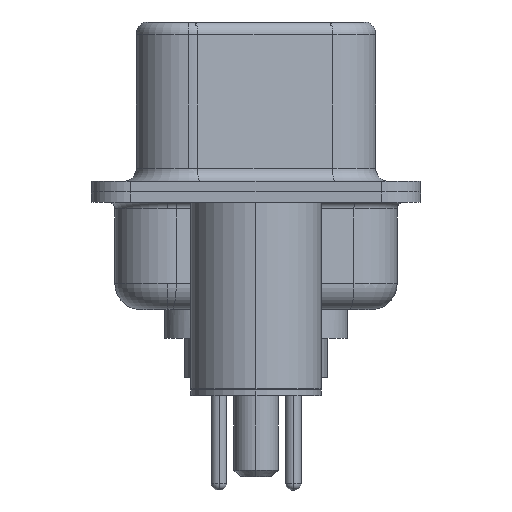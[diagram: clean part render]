
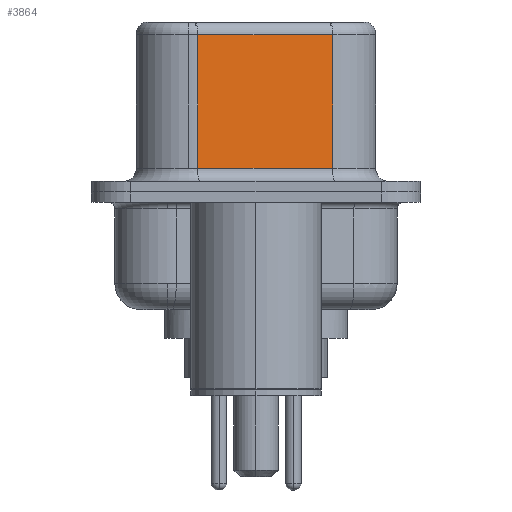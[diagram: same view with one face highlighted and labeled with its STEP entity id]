
A CAD part, left-side view. The second image highlights one B-rep face of the part: STEP entity #3864.
In plain terms, the highlighted planar face has unit normal (-0.985, -0.174, 0).
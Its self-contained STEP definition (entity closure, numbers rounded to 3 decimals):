
#336 = FACE_OUTER_BOUND ( 'NONE', #2349, .T. ) ;
#668 = EDGE_CURVE ( 'NONE', #17192, #7700, #15171, .T. ) ;
#2105 = VECTOR ( 'NONE', #17629, 1000. ) ;
#2349 = EDGE_LOOP ( 'NONE', ( #5064, #10065, #19275, #6127 ) ) ;
#3864 = ADVANCED_FACE ( 'NONE', ( #336 ), #18004, .F. ) ;
#4353 = LINE ( 'NONE', #10909, #8278 ) ;
#4656 = DIRECTION ( 'NONE',  ( 0.174, -0.985, 0. ) ) ;
#5064 = ORIENTED_EDGE ( 'NONE', *, *, #9253, .F. ) ;
#5070 = DIRECTION ( 'NONE',  ( 0., 0., -1. ) ) ;
#5122 = CARTESIAN_POINT ( 'NONE',  ( 4.58, -2.927, 6.52 ) ) ;
#6127 = ORIENTED_EDGE ( 'NONE', *, *, #20103, .T. ) ;
#7452 = LINE ( 'NONE', #7953, #10908 ) ;
#7700 = VERTEX_POINT ( 'NONE', #20708 ) ;
#7953 = CARTESIAN_POINT ( 'NONE',  ( 4.58, -2.927, 0.9 ) ) ;
#8278 = VECTOR ( 'NONE', #14419, 1000. ) ;
#8522 = DIRECTION ( 'NONE',  ( -0.174, 0.985, 0. ) ) ;
#9253 = EDGE_CURVE ( 'NONE', #17192, #10758, #14823, .T. ) ;
#9605 = CARTESIAN_POINT ( 'NONE',  ( 4.58, -2.927, 6.02 ) ) ;
#10065 = ORIENTED_EDGE ( 'NONE', *, *, #668, .T. ) ;
#10758 = VERTEX_POINT ( 'NONE', #11550 ) ;
#10908 = VECTOR ( 'NONE', #4656, 1000. ) ;
#10909 = CARTESIAN_POINT ( 'NONE',  ( 3.67, 2.233, 6.52 ) ) ;
#11201 = EDGE_CURVE ( 'NONE', #7700, #17279, #4353, .T. ) ;
#11550 = CARTESIAN_POINT ( 'NONE',  ( 4.58, -2.927, 0.9 ) ) ;
#14352 = AXIS2_PLACEMENT_3D ( 'NONE', #17360, #16872, #8522 ) ;
#14419 = DIRECTION ( 'NONE',  ( 0., 0., -1. ) ) ;
#14823 = LINE ( 'NONE', #5122, #18873 ) ;
#15171 = LINE ( 'NONE', #15709, #2105 ) ;
#15709 = CARTESIAN_POINT ( 'NONE',  ( 4.58, -2.927, 6.02 ) ) ;
#16872 = DIRECTION ( 'NONE',  ( 0.985, 0.174, 0. ) ) ;
#17192 = VERTEX_POINT ( 'NONE', #9605 ) ;
#17279 = VERTEX_POINT ( 'NONE', #18568 ) ;
#17360 = CARTESIAN_POINT ( 'NONE',  ( 4.58, -2.927, 6.52 ) ) ;
#17629 = DIRECTION ( 'NONE',  ( -0.174, 0.985, 0. ) ) ;
#18004 = PLANE ( 'NONE',  #14352 ) ;
#18568 = CARTESIAN_POINT ( 'NONE',  ( 3.67, 2.233, 0.9 ) ) ;
#18873 = VECTOR ( 'NONE', #5070, 1000. ) ;
#19275 = ORIENTED_EDGE ( 'NONE', *, *, #11201, .T. ) ;
#20103 = EDGE_CURVE ( 'NONE', #17279, #10758, #7452, .T. ) ;
#20708 = CARTESIAN_POINT ( 'NONE',  ( 3.67, 2.233, 6.02 ) ) ;
